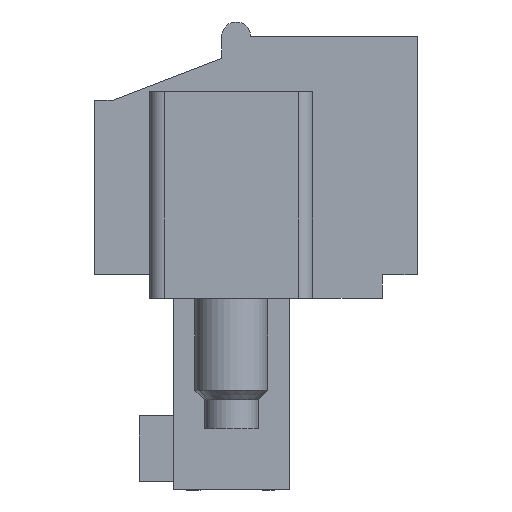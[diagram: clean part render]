
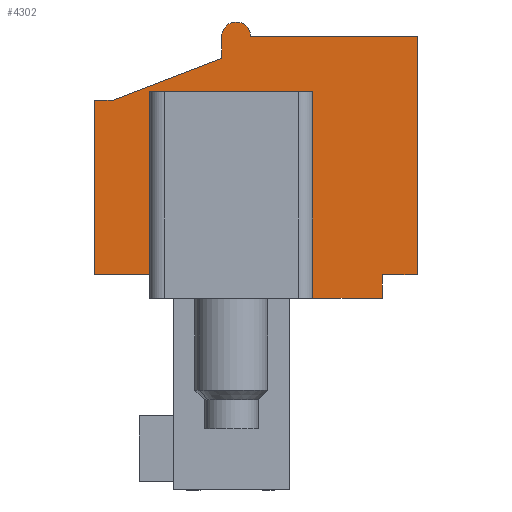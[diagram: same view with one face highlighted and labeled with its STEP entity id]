
A CAD part, left-side view. The second image highlights one B-rep face of the part: STEP entity #4302.
In plain terms, the highlighted planar face has unit normal (-1, 0, 0).
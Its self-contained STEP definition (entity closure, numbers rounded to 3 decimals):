
#4205=AXIS2_PLACEMENT_3D('Plane Axis2P3D',#4202,#4203,#4204) ;
#4228=AXIS2_PLACEMENT_3D('Circle Axis2P3D',#4226,#4227,$) ;
#4235=AXIS2_PLACEMENT_3D('Circle Axis2P3D',#4233,#4234,$) ;
#3282=CARTESIAN_POINT('Vertex',(4.8,11.1,7.4)) ;
#3285=CARTESIAN_POINT('Line Origine',(4.8,11.1,10.4)) ;
#3289=CARTESIAN_POINT('Vertex',(4.8,11.1,13.4)) ;
#3663=CARTESIAN_POINT('Vertex',(4.8,1.2,6.6)) ;
#3668=CARTESIAN_POINT('Line Origine',(4.8,2.4,6.6)) ;
#3672=CARTESIAN_POINT('Vertex',(4.8,3.6,6.6)) ;
#4167=CARTESIAN_POINT('Line Origine',(4.8,0.,11.5)) ;
#4171=CARTESIAN_POINT('Vertex',(4.8,0.,7.4)) ;
#4173=CARTESIAN_POINT('Vertex',(4.8,0.,15.6)) ;
#4202=CARTESIAN_POINT('Axis2P3D Location',(4.8,0.,0.)) ;
#4207=CARTESIAN_POINT('Line Origine',(4.8,1.2,7.)) ;
#4211=CARTESIAN_POINT('Vertex',(4.8,1.2,7.4)) ;
#4214=CARTESIAN_POINT('Line Origine',(4.8,0.6,7.4)) ;
#4219=CARTESIAN_POINT('Line Origine',(4.8,2.865,15.6)) ;
#4223=CARTESIAN_POINT('Vertex',(4.8,5.73,15.6)) ;
#4226=CARTESIAN_POINT('Axis2P3D Location',(4.8,6.23,15.6)) ;
#4230=CARTESIAN_POINT('Vertex',(4.8,6.23,16.1)) ;
#4233=CARTESIAN_POINT('Axis2P3D Location',(4.8,6.23,15.6)) ;
#4237=CARTESIAN_POINT('Vertex',(4.8,6.73,15.6)) ;
#4240=CARTESIAN_POINT('Line Origine',(4.8,6.73,15.225)) ;
#4244=CARTESIAN_POINT('Vertex',(4.8,6.73,14.85)) ;
#4247=CARTESIAN_POINT('Line Origine',(4.8,8.615,14.125)) ;
#4251=CARTESIAN_POINT('Vertex',(4.8,10.5,13.4)) ;
#4254=CARTESIAN_POINT('Line Origine',(4.8,10.8,13.4)) ;
#4259=CARTESIAN_POINT('Line Origine',(4.8,10.15,7.4)) ;
#4263=CARTESIAN_POINT('Vertex',(4.8,9.2,7.4)) ;
#4266=CARTESIAN_POINT('Line Origine',(4.8,9.2,10.55)) ;
#4270=CARTESIAN_POINT('Vertex',(4.8,9.2,13.7)) ;
#4273=CARTESIAN_POINT('Line Origine',(4.8,6.4,13.7)) ;
#4277=CARTESIAN_POINT('Vertex',(4.8,3.6,13.7)) ;
#4280=CARTESIAN_POINT('Line Origine',(4.8,3.6,10.15)) ;
#3286=DIRECTION('Vector Direction',(0.,0.,-1.)) ;
#3669=DIRECTION('Vector Direction',(0.,-1.,0.)) ;
#4168=DIRECTION('Vector Direction',(0.,0.,1.)) ;
#4203=DIRECTION('Axis2P3D Direction',(-1.,0.,0.)) ;
#4204=DIRECTION('Axis2P3D XDirection',(0.,0.,1.)) ;
#4208=DIRECTION('Vector Direction',(0.,0.,1.)) ;
#4215=DIRECTION('Vector Direction',(0.,-1.,0.)) ;
#4220=DIRECTION('Vector Direction',(0.,1.,0.)) ;
#4227=DIRECTION('Axis2P3D Direction',(-1.,0.,0.)) ;
#4234=DIRECTION('Axis2P3D Direction',(-1.,0.,0.)) ;
#4241=DIRECTION('Vector Direction',(0.,0.,-1.)) ;
#4248=DIRECTION('Vector Direction',(0.,0.933,-0.359)) ;
#4255=DIRECTION('Vector Direction',(0.,1.,0.)) ;
#4260=DIRECTION('Vector Direction',(0.,-1.,0.)) ;
#4267=DIRECTION('Vector Direction',(0.,0.,1.)) ;
#4274=DIRECTION('Vector Direction',(0.,-1.,0.)) ;
#4281=DIRECTION('Vector Direction',(0.,0.,-1.)) ;
#3287=VECTOR('Line Direction',#3286,1.) ;
#3670=VECTOR('Line Direction',#3669,1.) ;
#4169=VECTOR('Line Direction',#4168,1.) ;
#4209=VECTOR('Line Direction',#4208,1.) ;
#4216=VECTOR('Line Direction',#4215,1.) ;
#4221=VECTOR('Line Direction',#4220,1.) ;
#4242=VECTOR('Line Direction',#4241,1.) ;
#4249=VECTOR('Line Direction',#4248,1.) ;
#4256=VECTOR('Line Direction',#4255,1.) ;
#4261=VECTOR('Line Direction',#4260,1.) ;
#4268=VECTOR('Line Direction',#4267,1.) ;
#4275=VECTOR('Line Direction',#4274,1.) ;
#4282=VECTOR('Line Direction',#4281,1.) ;
#4286=ORIENTED_EDGE('',*,*,#3674,.T.) ;
#4287=ORIENTED_EDGE('',*,*,#4213,.F.) ;
#4288=ORIENTED_EDGE('',*,*,#4218,.F.) ;
#4289=ORIENTED_EDGE('',*,*,#4175,.T.) ;
#4290=ORIENTED_EDGE('',*,*,#4225,.F.) ;
#4291=ORIENTED_EDGE('',*,*,#4232,.F.) ;
#4292=ORIENTED_EDGE('',*,*,#4239,.F.) ;
#4293=ORIENTED_EDGE('',*,*,#4246,.F.) ;
#4294=ORIENTED_EDGE('',*,*,#4253,.F.) ;
#4295=ORIENTED_EDGE('',*,*,#4258,.F.) ;
#4296=ORIENTED_EDGE('',*,*,#3291,.T.) ;
#4297=ORIENTED_EDGE('',*,*,#4265,.F.) ;
#4298=ORIENTED_EDGE('',*,*,#4272,.F.) ;
#4299=ORIENTED_EDGE('',*,*,#4279,.F.) ;
#4300=ORIENTED_EDGE('',*,*,#4284,.F.) ;
#4302=ADVANCED_FACE('HOUSING',(#4301),#4206,.T.) ;
#4229=CIRCLE('generated circle',#4228,0.5) ;
#4236=CIRCLE('generated circle',#4235,0.5) ;
#3291=EDGE_CURVE('',#3290,#3283,#3288,.T.) ;
#3674=EDGE_CURVE('',#3673,#3664,#3671,.T.) ;
#4175=EDGE_CURVE('',#4172,#4174,#4170,.T.) ;
#4213=EDGE_CURVE('',#4212,#3664,#4210,.F.) ;
#4218=EDGE_CURVE('',#4172,#4212,#4217,.F.) ;
#4225=EDGE_CURVE('',#4224,#4174,#4222,.F.) ;
#4232=EDGE_CURVE('',#4231,#4224,#4229,.F.) ;
#4239=EDGE_CURVE('',#4238,#4231,#4236,.F.) ;
#4246=EDGE_CURVE('',#4245,#4238,#4243,.F.) ;
#4253=EDGE_CURVE('',#4252,#4245,#4250,.F.) ;
#4258=EDGE_CURVE('',#3290,#4252,#4257,.F.) ;
#4265=EDGE_CURVE('',#4264,#3283,#4262,.F.) ;
#4272=EDGE_CURVE('',#4271,#4264,#4269,.F.) ;
#4279=EDGE_CURVE('',#4278,#4271,#4276,.F.) ;
#4284=EDGE_CURVE('',#3673,#4278,#4283,.F.) ;
#4285=EDGE_LOOP('',(#4286,#4287,#4288,#4289,#4290,#4291,#4292,#4293,#4294,#4295,#4296,#4297,#4298,#4299,#4300)) ;
#4301=FACE_OUTER_BOUND('',#4285,.T.) ;
#3288=LINE('Line',#3285,#3287) ;
#3671=LINE('Line',#3668,#3670) ;
#4170=LINE('Line',#4167,#4169) ;
#4210=LINE('Line',#4207,#4209) ;
#4217=LINE('Line',#4214,#4216) ;
#4222=LINE('Line',#4219,#4221) ;
#4243=LINE('Line',#4240,#4242) ;
#4250=LINE('Line',#4247,#4249) ;
#4257=LINE('Line',#4254,#4256) ;
#4262=LINE('Line',#4259,#4261) ;
#4269=LINE('Line',#4266,#4268) ;
#4276=LINE('Line',#4273,#4275) ;
#4283=LINE('Line',#4280,#4282) ;
#4206=PLANE('',#4205) ;
#3283=VERTEX_POINT('',#3282) ;
#3290=VERTEX_POINT('',#3289) ;
#3664=VERTEX_POINT('',#3663) ;
#3673=VERTEX_POINT('',#3672) ;
#4172=VERTEX_POINT('',#4171) ;
#4174=VERTEX_POINT('',#4173) ;
#4212=VERTEX_POINT('',#4211) ;
#4224=VERTEX_POINT('',#4223) ;
#4231=VERTEX_POINT('',#4230) ;
#4238=VERTEX_POINT('',#4237) ;
#4245=VERTEX_POINT('',#4244) ;
#4252=VERTEX_POINT('',#4251) ;
#4264=VERTEX_POINT('',#4263) ;
#4271=VERTEX_POINT('',#4270) ;
#4278=VERTEX_POINT('',#4277) ;
